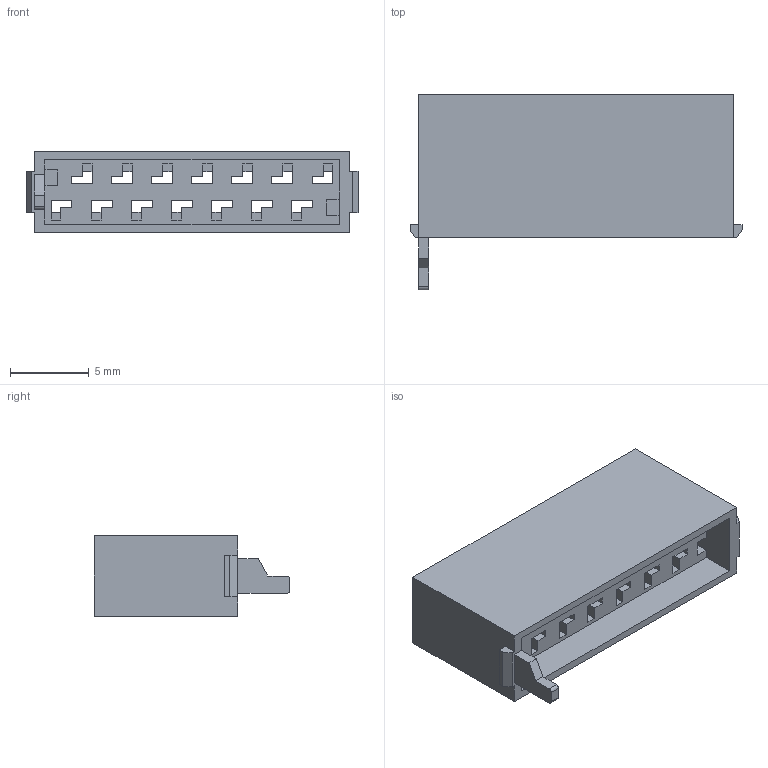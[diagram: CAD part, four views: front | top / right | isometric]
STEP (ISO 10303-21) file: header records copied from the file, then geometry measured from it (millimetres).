
FILE_DESCRIPTION( ('This file contains a STEP AP42 implementation' ,'as created by ZW3D STEP Interface translator.') ,'2;1' );
FILE_NAME( '3900-H14R01.stp' ,'231211.153615', (''), ('ZWCAD Software Co.'), 'Version 1.0', 'ZW3D to STEP translator', '' );
FILE_SCHEMA(('AUTOMOTIVE_DESIGN { 1 0 10303 214 1 1 1 1 }'));
Length unit declared in the file: millimetre
Products named in the file (2): 0; 3900-H14R01
Bounding box: 21.04 x 12.4 x 5.1 mm (x, y, z)
Volume: 515.6 mm3; surface area: 1456.2 mm2
Topology: 1 solids, 1 shells, 369 faces, 1050 edges, 686 vertices
Faces by surface type: plane 367, cylinder 2
Entity records: 12147 total; most frequent: CARTESIAN_POINT 2106, ORIENTED_EDGE 2100, DIRECTION 1794, EDGE_CURVE 1050, VECTOR 1046, LINE 1046, VERTEX_POINT 686, EDGE_LOOP 400
